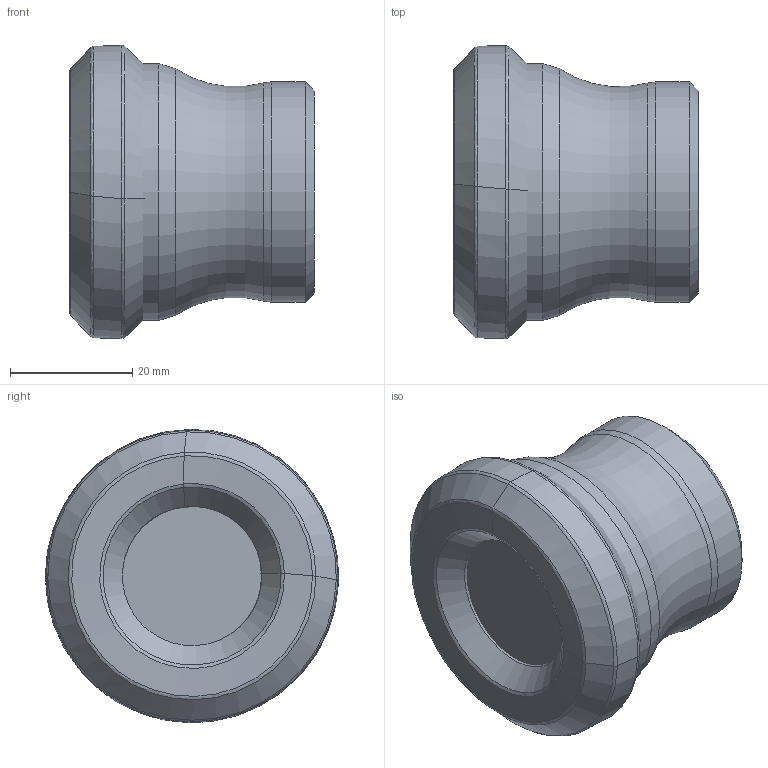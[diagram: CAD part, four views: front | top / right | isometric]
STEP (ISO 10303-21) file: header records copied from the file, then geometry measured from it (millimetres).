
FILE_DESCRIPTION(/* description */ (''),/* implementation_level */ '2;1');
FILE_NAME(/* name */ 'model1.stp',/* time_stamp */ '2023-10-03T17:14:15+03:00',/* author */ (''),/* organization */ (''),/* preprocessor_version */ 'ST-DEVELOPER v19.4',/* originating_system */ 'SIEMENS PLM Software NX2306.3001',/* authorisation */ '');
FILE_SCHEMA (('AUTOMOTIVE_DESIGN { 1 0 10303 214 3 1 1 1 }'));
Length unit declared in the file: millimetre
Products named in the file (1): model1_objects
Bounding box: 39.99 x 47.91 x 47.92 mm (x, y, z)
Volume: 59590.3 mm3; surface area: 12037.2 mm2
Topology: 2 solids, 2 shells, 49 faces, 95 edges, 48 vertices
Faces by surface type: bspline 33, torus 9, revolution 3, cylinder 2, plane 2
Full cylindrical faces by diameter (mm): 36 x1, 42 x1
Entity records: 1750 total; most frequent: CARTESIAN_POINT 749, DIRECTION 175, ORIENTED_EDGE 160, EDGE_CURVE 80, AXIS2_PLACEMENT_3D 78, EDGE_LOOP 64, CIRCLE 64, ADVANCED_FACE 49
